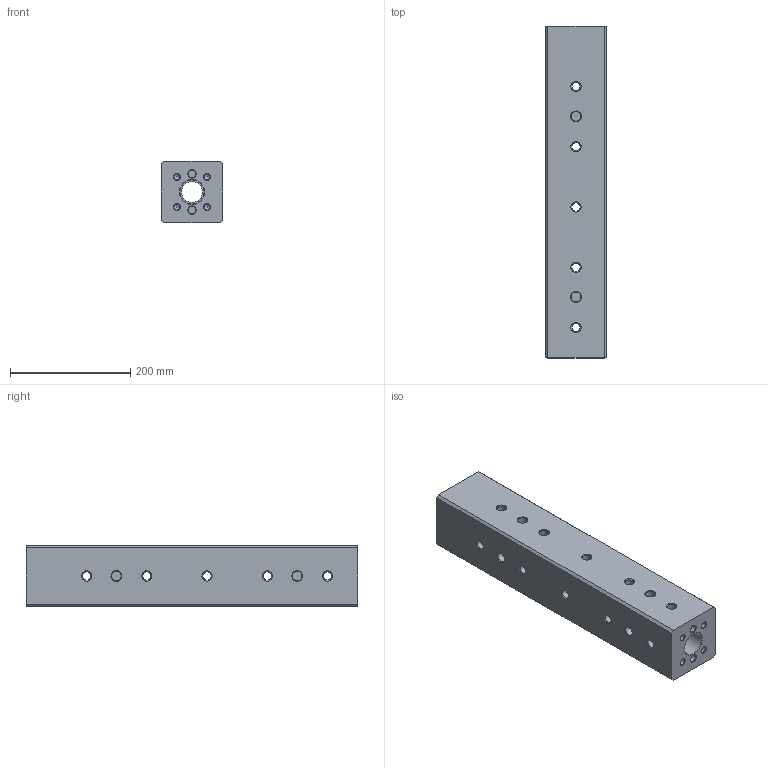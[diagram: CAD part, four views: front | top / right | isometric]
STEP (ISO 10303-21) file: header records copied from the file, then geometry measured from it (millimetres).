
FILE_DESCRIPTION( ( 'Unknown' ), '1' );
FILE_NAME( '1-SVFX-10050-100-1.stp', 'Unknown', ( 'Unknown' ), ( 'Unknown' ), 'PSStep 17.0.49', 'Unknown', ' ' );
FILE_SCHEMA( ( 'AUTOMOTIVE_DESIGN { 1 0 10303 214 1 1 1 1 }' ) );
Length unit declared in the file: millimetre
Products named in the file (1): 1
Bounding box: 102 x 551 x 102 mm (x, y, z)
Volume: 5005258.5 mm3; surface area: 338363.7 mm2
Topology: 1 solids, 1 shells, 129 faces, 324 edges, 206 vertices
Faces by surface type: cone 50, cylinder 43, plane 24, bspline 12
Full cylindrical faces by diameter (mm): 10.106 x8, 12 x4, 14 x20, 16 x8, 35 x1, 40 x2
Entity records: 6380 total; most frequent: CARTESIAN_POINT 2928, DIRECTION 476, ORIENTED_EDGE 328, EDGE_LOOP 290, AXIS2_PLACEMENT_3D 226, FACE_OUTER_BOUND 184, VERTEX_POINT 164, EDGE_CURVE 164
